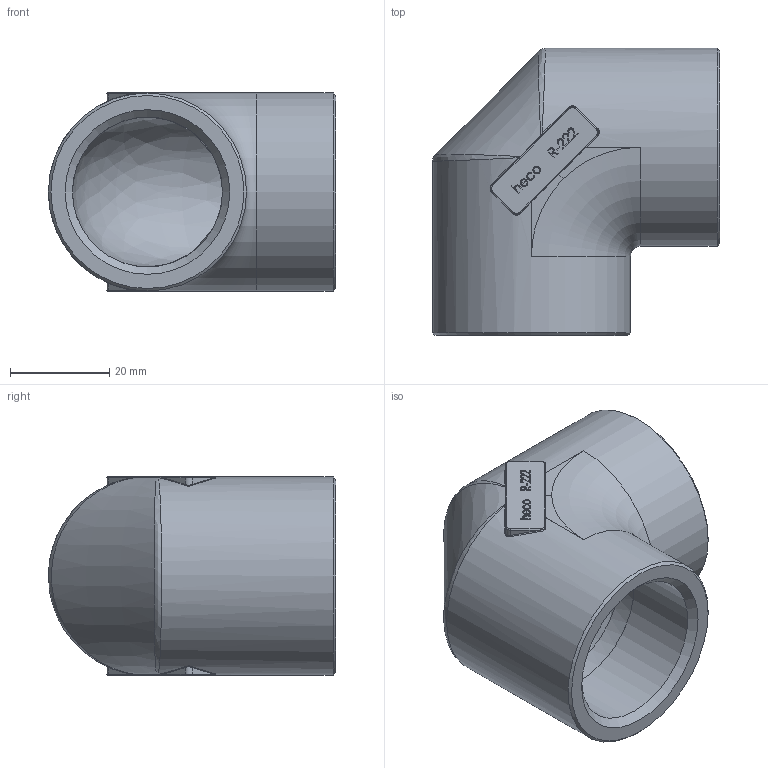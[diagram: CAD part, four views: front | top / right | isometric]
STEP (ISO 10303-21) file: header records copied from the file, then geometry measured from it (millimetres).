
FILE_DESCRIPTION (( 'STEP AP214' ), '1' );
FILE_NAME ('WI-100-100-G R-222 Winkel 2011.STEP', '2020-11-20T11:31:35', ( '' ), ( '' ), 'SwSTEP 2.0', 'SolidWorks 2019', '' );
FILE_SCHEMA (( 'AUTOMOTIVE_DESIGN' ));
Length unit declared in the file: millimetre
Products named in the file (1): WI-100-100-G R-222 Winkel 2011
Bounding box: 58 x 58 x 40.17 mm (x, y, z)
Volume: 39732 mm3; surface area: 16258.4 mm2
Topology: 1 solids, 1 shells, 353 faces, 889 edges, 564 vertices
Faces by surface type: bspline 183, plane 133, cylinder 24, torus 9, cone 4
Full cylindrical faces by diameter (mm): 30.271 x2, 30.291 x2, 40 x2
Entity records: 21167 total; most frequent: CARTESIAN_POINT 11668, ORIENTED_EDGE 1740, DIRECTION 972, EDGE_CURVE 870, VERTEX_POINT 562, LINE 404, VECTOR 404, EDGE_LOOP 394
